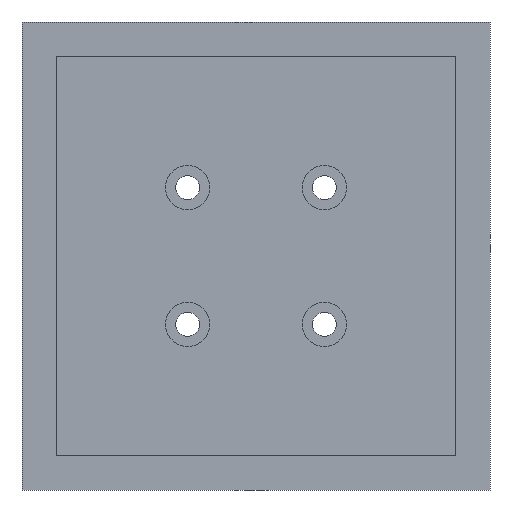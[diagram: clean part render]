
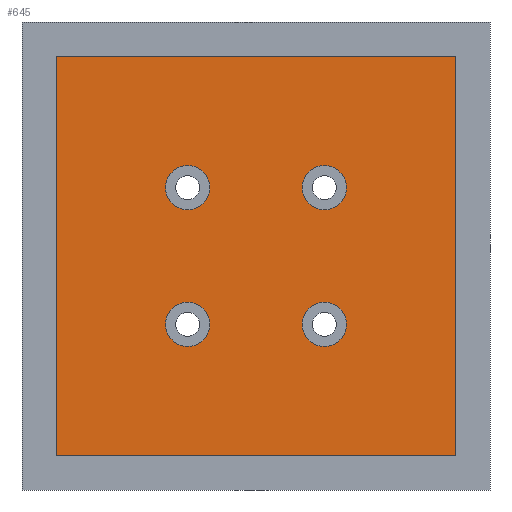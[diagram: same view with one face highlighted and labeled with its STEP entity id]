
A CAD part, front view. The second image highlights one B-rep face of the part: STEP entity #645.
In plain terms, the highlighted planar face has unit normal (0, -1, 0).
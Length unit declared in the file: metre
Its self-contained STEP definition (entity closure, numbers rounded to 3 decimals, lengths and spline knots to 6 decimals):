
#24=CIRCLE('',#711,0.00325);
#25=CIRCLE('',#712,0.00325);
#26=CIRCLE('',#713,0.00325);
#27=CIRCLE('',#714,0.00325);
#94=ORIENTED_EDGE('',*,*,#245,.F.);
#95=ORIENTED_EDGE('',*,*,#246,.F.);
#96=ORIENTED_EDGE('',*,*,#247,.F.);
#97=ORIENTED_EDGE('',*,*,#248,.F.);
#98=ORIENTED_EDGE('',*,*,#232,.F.);
#99=ORIENTED_EDGE('',*,*,#249,.T.);
#100=ORIENTED_EDGE('',*,*,#250,.T.);
#101=ORIENTED_EDGE('',*,*,#222,.F.);
#222=EDGE_CURVE('',#298,#299,#354,.T.);
#232=EDGE_CURVE('',#308,#298,#362,.T.);
#245=EDGE_CURVE('',#320,#320,#24,.T.);
#246=EDGE_CURVE('',#321,#321,#25,.T.);
#247=EDGE_CURVE('',#322,#322,#26,.T.);
#248=EDGE_CURVE('',#323,#323,#27,.T.);
#249=EDGE_CURVE('',#308,#324,#373,.T.);
#250=EDGE_CURVE('',#324,#299,#374,.T.);
#298=VERTEX_POINT('',#974);
#299=VERTEX_POINT('',#975);
#308=VERTEX_POINT('',#996);
#320=VERTEX_POINT('',#1024);
#321=VERTEX_POINT('',#1026);
#322=VERTEX_POINT('',#1028);
#323=VERTEX_POINT('',#1030);
#324=VERTEX_POINT('',#1032);
#354=LINE('',#973,#414);
#362=LINE('',#995,#422);
#373=LINE('',#1031,#433);
#374=LINE('',#1033,#434);
#414=VECTOR('',#793,1.);
#422=VECTOR('',#809,1.);
#433=VECTOR('',#838,1.);
#434=VECTOR('',#839,1.);
#484=EDGE_LOOP('',(#94));
#485=EDGE_LOOP('',(#95));
#486=EDGE_LOOP('',(#96));
#487=EDGE_LOOP('',(#97));
#488=EDGE_LOOP('',(#98,#99,#100,#101));
#554=FACE_BOUND('',#484,.T.);
#555=FACE_BOUND('',#485,.T.);
#556=FACE_BOUND('',#486,.T.);
#557=FACE_BOUND('',#487,.T.);
#558=FACE_BOUND('',#488,.T.);
#609=PLANE('',#710);
#645=ADVANCED_FACE('',(#554,#555,#556,#557,#558),#609,.T.);
#710=AXIS2_PLACEMENT_3D('',#1022,#828,#829);
#711=AXIS2_PLACEMENT_3D('',#1023,#830,#831);
#712=AXIS2_PLACEMENT_3D('',#1025,#832,#833);
#713=AXIS2_PLACEMENT_3D('',#1027,#834,#835);
#714=AXIS2_PLACEMENT_3D('',#1029,#836,#837);
#793=DIRECTION('',(0.,0.,1.));
#809=DIRECTION('',(-1.,0.,0.));
#828=DIRECTION('',(0.,-1.,0.));
#829=DIRECTION('',(1.,0.,0.));
#830=DIRECTION('',(0.,-1.,0.));
#831=DIRECTION('',(0.,0.,-1.));
#832=DIRECTION('',(0.,-1.,0.));
#833=DIRECTION('',(0.,0.,-1.));
#834=DIRECTION('',(0.,-1.,0.));
#835=DIRECTION('',(0.,0.,-1.));
#836=DIRECTION('',(0.,-1.,0.));
#837=DIRECTION('',(0.,0.,-1.));
#838=DIRECTION('',(0.,0.,1.));
#839=DIRECTION('',(-1.,0.,0.));
#973=CARTESIAN_POINT('',(-0.02925,-0.007,0.));
#974=CARTESIAN_POINT('',(-0.02925,-0.007,-0.02925));
#975=CARTESIAN_POINT('',(-0.02925,-0.007,0.02925));
#995=CARTESIAN_POINT('',(0.,-0.007,-0.02925));
#996=CARTESIAN_POINT('',(0.02925,-0.007,-0.02925));
#1022=CARTESIAN_POINT('',(0.,-0.007,0.));
#1023=CARTESIAN_POINT('',(-0.01,-0.007,-0.01));
#1024=CARTESIAN_POINT('',(-0.01,-0.007,-0.01325));
#1025=CARTESIAN_POINT('',(0.01,-0.007,-0.01));
#1026=CARTESIAN_POINT('',(0.01,-0.007,-0.01325));
#1027=CARTESIAN_POINT('',(0.01,-0.007,0.01));
#1028=CARTESIAN_POINT('',(0.01,-0.007,0.00675));
#1029=CARTESIAN_POINT('',(-0.01,-0.007,0.01));
#1030=CARTESIAN_POINT('',(-0.01,-0.007,0.00675));
#1031=CARTESIAN_POINT('',(0.02925,-0.007,0.));
#1032=CARTESIAN_POINT('',(0.02925,-0.007,0.02925));
#1033=CARTESIAN_POINT('',(0.,-0.007,0.02925));
